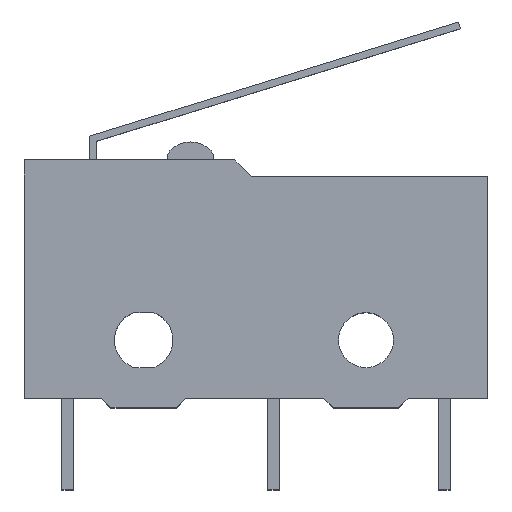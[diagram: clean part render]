
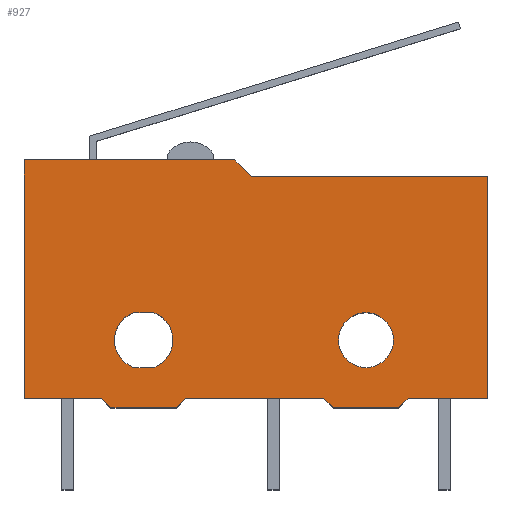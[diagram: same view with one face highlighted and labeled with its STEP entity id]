
A CAD part, top view. The second image highlights one B-rep face of the part: STEP entity #927.
In plain terms, the highlighted planar face has unit normal (0, 0, 1).
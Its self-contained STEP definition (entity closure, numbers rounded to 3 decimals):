
#31=CIRCLE('',#1006,1.25);
#32=CIRCLE('',#1007,1.25);
#33=CIRCLE('',#1008,1.175);
#34=CIRCLE('',#1009,1.175);
#65=FACE_BOUND('',#141,.T.);
#66=FACE_BOUND('',#142,.T.);
#87=FACE_OUTER_BOUND('',#140,.T.);
#140=EDGE_LOOP('',(#702,#703,#704,#705,#706,#707,#708,#709,#710,#711,#712,
#713,#714,#715));
#141=EDGE_LOOP('',(#716,#717,#718,#719));
#142=EDGE_LOOP('',(#720,#721));
#177=LINE('',#1299,#292);
#185=LINE('',#1316,#300);
#193=LINE('',#1333,#308);
#211=LINE('',#1374,#326);
#215=LINE('',#1381,#330);
#218=LINE('',#1387,#333);
#220=LINE('',#1390,#335);
#222=LINE('',#1393,#337);
#225=LINE('',#1399,#340);
#228=LINE('',#1405,#343);
#230=LINE('',#1408,#345);
#233=LINE('',#1414,#348);
#236=LINE('',#1420,#351);
#238=LINE('',#1423,#353);
#239=LINE('',#1429,#354);
#240=LINE('',#1432,#355);
#292=VECTOR('',#1055,3.3);
#300=VECTOR('',#1065,3.4);
#308=VECTOR('',#1075,5.9);
#326=VECTOR('',#1107,9.);
#330=VECTOR('',#1113,9.5);
#333=VECTOR('',#1118,10.1);
#335=VECTOR('',#1122,0.99);
#337=VECTOR('',#1126,10.2);
#340=VECTOR('',#1131,0.566);
#343=VECTOR('',#1136,2.8);
#345=VECTOR('',#1140,0.566);
#348=VECTOR('',#1145,0.566);
#351=VECTOR('',#1150,2.8);
#353=VECTOR('',#1154,0.566);
#354=VECTOR('',#1159,0.853);
#355=VECTOR('',#1162,0.853);
#407=VERTEX_POINT('',#1296);
#408=VERTEX_POINT('',#1298);
#415=VERTEX_POINT('',#1313);
#416=VERTEX_POINT('',#1315);
#423=VERTEX_POINT('',#1330);
#424=VERTEX_POINT('',#1332);
#439=VERTEX_POINT('',#1371);
#440=VERTEX_POINT('',#1373);
#442=VERTEX_POINT('',#1379);
#444=VERTEX_POINT('',#1385);
#446=VERTEX_POINT('',#1397);
#448=VERTEX_POINT('',#1403);
#450=VERTEX_POINT('',#1412);
#452=VERTEX_POINT('',#1418);
#453=VERTEX_POINT('',#1425);
#454=VERTEX_POINT('',#1426);
#455=VERTEX_POINT('',#1428);
#456=VERTEX_POINT('',#1430);
#457=VERTEX_POINT('',#1433);
#458=VERTEX_POINT('',#1434);
#491=EDGE_CURVE('',#408,#407,#177,.T.);
#499=EDGE_CURVE('',#416,#415,#185,.T.);
#507=EDGE_CURVE('',#424,#423,#193,.T.);
#527=EDGE_CURVE('',#440,#439,#211,.T.);
#531=EDGE_CURVE('',#415,#442,#215,.T.);
#534=EDGE_CURVE('',#442,#444,#218,.T.);
#536=EDGE_CURVE('',#444,#440,#220,.T.);
#538=EDGE_CURVE('',#439,#408,#222,.T.);
#541=EDGE_CURVE('',#407,#446,#225,.T.);
#544=EDGE_CURVE('',#446,#448,#228,.T.);
#546=EDGE_CURVE('',#448,#424,#230,.T.);
#549=EDGE_CURVE('',#423,#450,#233,.T.);
#552=EDGE_CURVE('',#450,#452,#236,.T.);
#554=EDGE_CURVE('',#452,#416,#238,.T.);
#555=EDGE_CURVE('',#453,#454,#31,.T.);
#556=EDGE_CURVE('',#455,#453,#239,.T.);
#557=EDGE_CURVE('',#456,#455,#32,.T.);
#558=EDGE_CURVE('',#454,#456,#240,.T.);
#559=EDGE_CURVE('',#457,#458,#33,.T.);
#560=EDGE_CURVE('',#458,#457,#34,.T.);
#702=ORIENTED_EDGE('',*,*,#499,.T.);
#703=ORIENTED_EDGE('',*,*,#531,.T.);
#704=ORIENTED_EDGE('',*,*,#534,.T.);
#705=ORIENTED_EDGE('',*,*,#536,.T.);
#706=ORIENTED_EDGE('',*,*,#527,.T.);
#707=ORIENTED_EDGE('',*,*,#538,.T.);
#708=ORIENTED_EDGE('',*,*,#491,.T.);
#709=ORIENTED_EDGE('',*,*,#541,.T.);
#710=ORIENTED_EDGE('',*,*,#544,.T.);
#711=ORIENTED_EDGE('',*,*,#546,.T.);
#712=ORIENTED_EDGE('',*,*,#507,.T.);
#713=ORIENTED_EDGE('',*,*,#549,.T.);
#714=ORIENTED_EDGE('',*,*,#552,.T.);
#715=ORIENTED_EDGE('',*,*,#554,.T.);
#716=ORIENTED_EDGE('',*,*,#555,.F.);
#717=ORIENTED_EDGE('',*,*,#556,.F.);
#718=ORIENTED_EDGE('',*,*,#557,.F.);
#719=ORIENTED_EDGE('',*,*,#558,.F.);
#720=ORIENTED_EDGE('',*,*,#559,.F.);
#721=ORIENTED_EDGE('',*,*,#560,.F.);
#882=PLANE('',#1005);
#927=ADVANCED_FACE('',(#87,#65,#66),#882,.T.);
#1005=AXIS2_PLACEMENT_3D('',#1424,#1155,#1156);
#1006=AXIS2_PLACEMENT_3D('',#1427,#1157,#1158);
#1007=AXIS2_PLACEMENT_3D('',#1431,#1160,#1161);
#1008=AXIS2_PLACEMENT_3D('',#1435,#1163,#1164);
#1009=AXIS2_PLACEMENT_3D('',#1436,#1165,#1166);
#1055=DIRECTION('',(1.,0.,0.));
#1065=DIRECTION('',(1.,0.,0.));
#1075=DIRECTION('',(1.,0.,0.));
#1107=DIRECTION('',(-1.,0.,0.));
#1113=DIRECTION('',(0.,1.,0.));
#1118=DIRECTION('',(-1.,0.,0.));
#1122=DIRECTION('',(-0.707,0.707,0.));
#1126=DIRECTION('',(0.,-1.,0.));
#1131=DIRECTION('',(0.707,-0.707,0.));
#1136=DIRECTION('',(1.,0.,0.));
#1140=DIRECTION('',(0.707,0.707,0.));
#1145=DIRECTION('',(0.707,-0.707,0.));
#1150=DIRECTION('',(1.,0.,0.));
#1154=DIRECTION('',(0.707,0.707,0.));
#1155=DIRECTION('center_axis',(0.,0.,1.));
#1156=DIRECTION('ref_axis',(1.,0.,0.));
#1157=DIRECTION('center_axis',(0.,0.,1.));
#1158=DIRECTION('ref_axis',(1.,0.,0.));
#1159=DIRECTION('',(-1.,0.,0.));
#1160=DIRECTION('center_axis',(0.,0.,1.));
#1161=DIRECTION('ref_axis',(1.,0.,0.));
#1162=DIRECTION('',(1.,0.,0.));
#1163=DIRECTION('center_axis',(0.,0.,1.));
#1164=DIRECTION('ref_axis',(1.,0.,0.));
#1165=DIRECTION('center_axis',(0.,0.,1.));
#1166=DIRECTION('ref_axis',(1.,0.,0.));
#1296=CARTESIAN_POINT('',(-11.3,-2.5,3.2));
#1298=CARTESIAN_POINT('',(-14.6,-2.5,3.2));
#1299=CARTESIAN_POINT('',(-14.6,-2.5,3.2));
#1313=CARTESIAN_POINT('',(5.2,-2.5,3.2));
#1315=CARTESIAN_POINT('',(1.8,-2.5,3.2));
#1316=CARTESIAN_POINT('',(1.8,-2.5,3.2));
#1330=CARTESIAN_POINT('',(-1.8,-2.5,3.2));
#1332=CARTESIAN_POINT('',(-7.7,-2.5,3.2));
#1333=CARTESIAN_POINT('',(-7.7,-2.5,3.2));
#1371=CARTESIAN_POINT('',(-14.6,7.7,3.2));
#1373=CARTESIAN_POINT('',(-5.6,7.7,3.2));
#1374=CARTESIAN_POINT('',(-5.6,7.7,3.2));
#1379=CARTESIAN_POINT('',(5.2,7.,3.2));
#1381=CARTESIAN_POINT('',(5.2,-2.5,3.2));
#1385=CARTESIAN_POINT('',(-4.9,7.,3.2));
#1387=CARTESIAN_POINT('',(5.2,7.,3.2));
#1390=CARTESIAN_POINT('',(-4.9,7.,3.2));
#1393=CARTESIAN_POINT('',(-14.6,7.7,3.2));
#1397=CARTESIAN_POINT('',(-10.9,-2.9,3.2));
#1399=CARTESIAN_POINT('',(-11.3,-2.5,3.2));
#1403=CARTESIAN_POINT('',(-8.1,-2.9,3.2));
#1405=CARTESIAN_POINT('',(-10.9,-2.9,3.2));
#1408=CARTESIAN_POINT('',(-8.1,-2.9,3.2));
#1412=CARTESIAN_POINT('',(-1.4,-2.9,3.2));
#1414=CARTESIAN_POINT('',(-1.8,-2.5,3.2));
#1418=CARTESIAN_POINT('',(1.4,-2.9,3.2));
#1420=CARTESIAN_POINT('',(-1.4,-2.9,3.2));
#1423=CARTESIAN_POINT('',(1.4,-2.9,3.2));
#1424=CARTESIAN_POINT('Origin',(5.2,-2.5,3.2));
#1425=CARTESIAN_POINT('',(-9.926,1.175,3.2));
#1426=CARTESIAN_POINT('',(-9.926,-1.175,3.2));
#1427=CARTESIAN_POINT('Origin',(-9.5,0.,3.2));
#1428=CARTESIAN_POINT('',(-9.074,1.175,3.2));
#1429=CARTESIAN_POINT('',(-9.074,1.175,3.2));
#1430=CARTESIAN_POINT('',(-9.074,-1.175,3.2));
#1431=CARTESIAN_POINT('Origin',(-9.5,0.,3.2));
#1432=CARTESIAN_POINT('',(-9.926,-1.175,3.2));
#1433=CARTESIAN_POINT('',(1.175,0.,3.2));
#1434=CARTESIAN_POINT('',(-1.175,0.,3.2));
#1435=CARTESIAN_POINT('Origin',(0.,0.,3.2));
#1436=CARTESIAN_POINT('Origin',(0.,0.,3.2));
